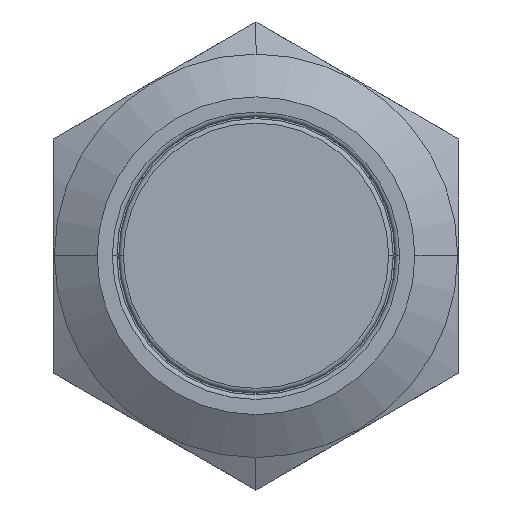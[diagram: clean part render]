
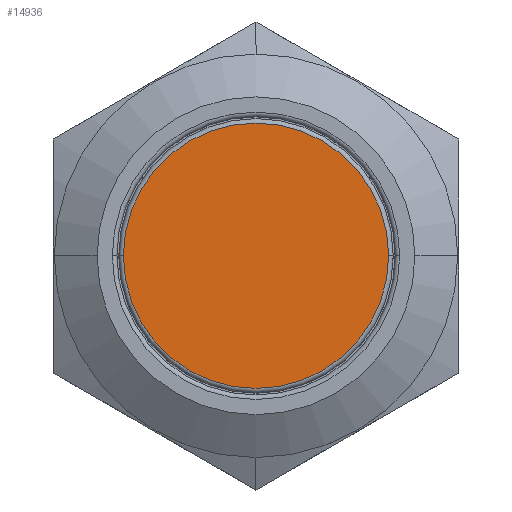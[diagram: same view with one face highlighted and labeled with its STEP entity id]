
A CAD part, top view. The second image highlights one B-rep face of the part: STEP entity #14936.
In plain terms, the highlighted planar face has unit normal (0, 0, 1).
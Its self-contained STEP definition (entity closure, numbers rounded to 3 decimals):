
#778 = DIRECTION ( 'NONE',  ( 0., 0., 1. ) ) ;
#829 = FACE_OUTER_BOUND ( 'NONE', #28163, .T. ) ;
#2521 = AXIS2_PLACEMENT_3D ( 'NONE', #23143, #778, #10736 ) ;
#2854 = DIRECTION ( 'NONE',  ( 0., 0., 1. ) ) ;
#4393 = VERTEX_POINT ( 'NONE', #31599 ) ;
#6232 = ORIENTED_EDGE ( 'NONE', *, *, #16931, .T. ) ;
#8172 = DIRECTION ( 'NONE',  ( 1., 0., 0. ) ) ;
#10736 = DIRECTION ( 'NONE',  ( 1., 0., 0. ) ) ;
#14399 = VERTEX_POINT ( 'NONE', #17234 ) ;
#14936 = ADVANCED_FACE ( 'NONE', ( #829 ), #31191, .T. ) ;
#15589 = CARTESIAN_POINT ( 'NONE',  ( 0., 0., 19. ) ) ;
#16627 = CIRCLE ( 'NONE', #2521, 7.2 ) ;
#16931 = EDGE_CURVE ( 'NONE', #4393, #14399, #18564, .T. ) ;
#17068 = ORIENTED_EDGE ( 'NONE', *, *, #22739, .T. ) ;
#17234 = CARTESIAN_POINT ( 'NONE',  ( -7.2, 0., 19. ) ) ;
#18564 = CIRCLE ( 'NONE', #21696, 7.2 ) ;
#18786 = CARTESIAN_POINT ( 'NONE',  ( 0., 0., 19. ) ) ;
#20579 = DIRECTION ( 'NONE',  ( 0., 0., 1. ) ) ;
#21696 = AXIS2_PLACEMENT_3D ( 'NONE', #15589, #2854, #22796 ) ;
#22739 = EDGE_CURVE ( 'NONE', #14399, #4393, #16627, .T. ) ;
#22796 = DIRECTION ( 'NONE',  ( 1., 0., 0. ) ) ;
#23143 = CARTESIAN_POINT ( 'NONE',  ( 0., 0., 19. ) ) ;
#26844 = AXIS2_PLACEMENT_3D ( 'NONE', #18786, #20579, #8172 ) ;
#28163 = EDGE_LOOP ( 'NONE', ( #6232, #17068 ) ) ;
#31191 = PLANE ( 'NONE',  #26844 ) ;
#31599 = CARTESIAN_POINT ( 'NONE',  ( 7.2, 0., 19. ) ) ;
